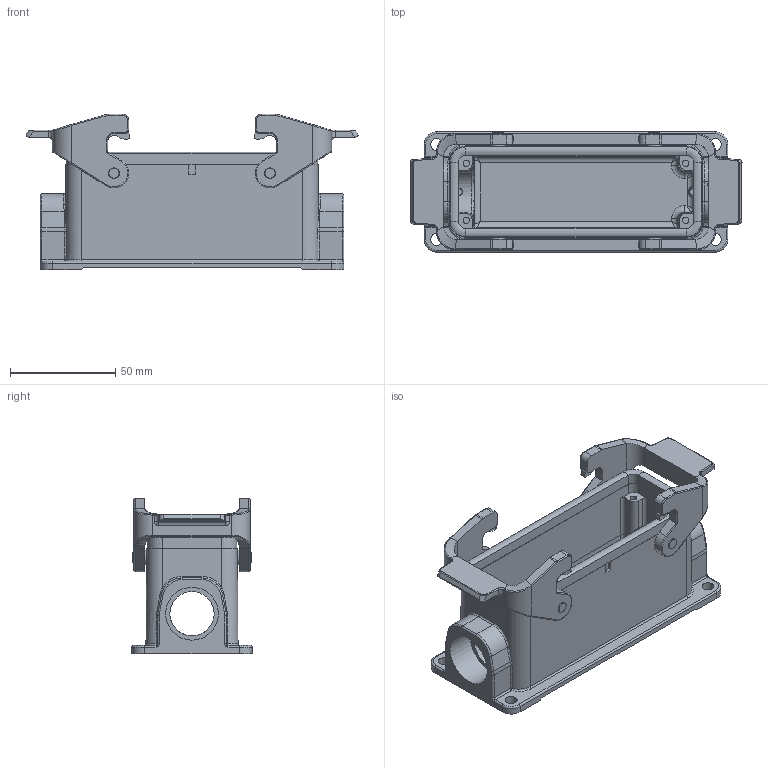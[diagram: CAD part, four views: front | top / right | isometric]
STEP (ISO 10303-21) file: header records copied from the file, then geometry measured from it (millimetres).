
FILE_DESCRIPTION(/* description */ (''),/* implementation_level */ '2;1');
FILE_NAME(/* name */ '100182726ugm000_d.stp',/* time_stamp */ '2022-01-12T08:31:48+01:00',/* author */ (''),/* organization */ (''),/* preprocessor_version */ 'ST-DEVELOPER v16.7',/* originating_system */ 'SIEMENS PLM Software NX 1911',/* authorisation */ '');
FILE_SCHEMA (('AUTOMOTIVE_DESIGN { 1 0 10303 214 3 1 1 1 }'));
Length unit declared in the file: millimetre
Products named in the file (1): 100182726ugm000_d
Bounding box: 157.4 x 57 x 73.8 mm (x, y, z)
Volume: 129869.8 mm3; surface area: 63872.8 mm2
Topology: 3 solids, 3 shells, 641 faces, 1609 edges, 990 vertices
Faces by surface type: plane 261, cylinder 233, bspline 100, torus 24, cone 17, sphere 4, extrusion 2
Full cylindrical faces by diameter (mm): 0.88 x1, 1.04 x1, 3 x4, 4.8 x4, 5.1 x4, 5.6 x4, 7 x4, 21 x2, 25 x2
Entity records: 24699 total; most frequent: CARTESIAN_POINT 7161, ORIENTED_EDGE 3106, DIRECTION 2980, EDGE_CURVE 1553, AXIS2_PLACEMENT_3D 1077, VERTEX_POINT 972, VECTOR 826, LINE 824
